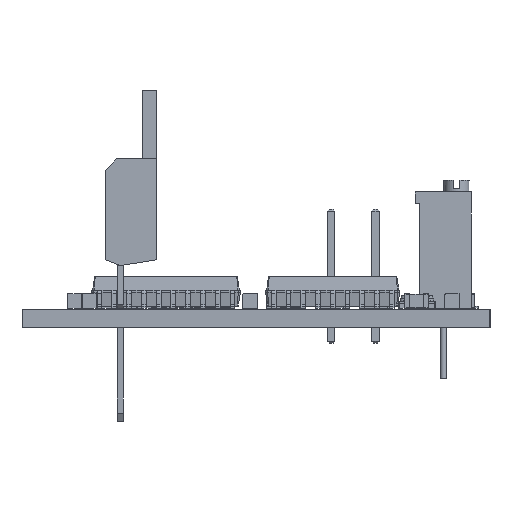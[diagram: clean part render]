
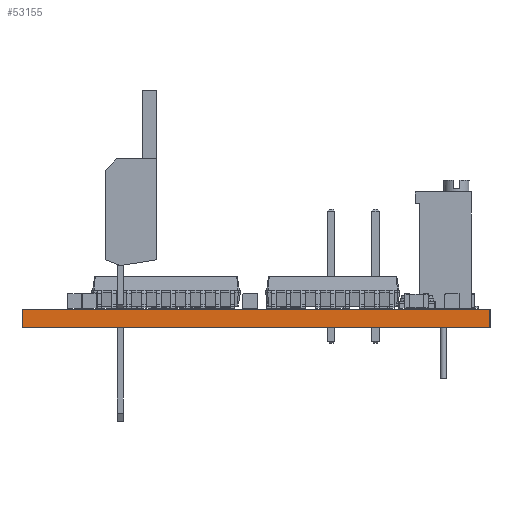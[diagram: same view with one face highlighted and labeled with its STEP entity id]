
A CAD part, left-side view. The second image highlights one B-rep face of the part: STEP entity #53155.
In plain terms, the highlighted planar face has unit normal (-1, 0, 0).
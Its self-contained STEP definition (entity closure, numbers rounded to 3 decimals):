
#53099 = VERTEX_POINT('',#53100);
#53100 = CARTESIAN_POINT('',(85.649,-106.248,1.6));
#53106 = EDGE_CURVE('',#53107,#53099,#53109,.T.);
#53107 = VERTEX_POINT('',#53108);
#53108 = CARTESIAN_POINT('',(85.649,-106.248,0.));
#53109 = LINE('',#53110,#53111);
#53110 = CARTESIAN_POINT('',(85.649,-106.248,0.));
#53111 = VECTOR('',#53112,1.);
#53112 = DIRECTION('',(0.,0.,1.));
#53155 = ADVANCED_FACE('',(#53156),#53181,.T.);
#53156 = FACE_BOUND('',#53157,.T.);
#53157 = EDGE_LOOP('',(#53158,#53159,#53167,#53175));
#53158 = ORIENTED_EDGE('',*,*,#53106,.T.);
#53159 = ORIENTED_EDGE('',*,*,#53160,.T.);
#53160 = EDGE_CURVE('',#53099,#53161,#53163,.T.);
#53161 = VERTEX_POINT('',#53162);
#53162 = CARTESIAN_POINT('',(85.649,-65.964,1.6));
#53163 = LINE('',#53164,#53165);
#53164 = CARTESIAN_POINT('',(85.649,-106.248,1.6));
#53165 = VECTOR('',#53166,1.);
#53166 = DIRECTION('',(0.,1.,0.));
#53167 = ORIENTED_EDGE('',*,*,#53168,.F.);
#53168 = EDGE_CURVE('',#53169,#53161,#53171,.T.);
#53169 = VERTEX_POINT('',#53170);
#53170 = CARTESIAN_POINT('',(85.649,-65.964,0.));
#53171 = LINE('',#53172,#53173);
#53172 = CARTESIAN_POINT('',(85.649,-65.964,0.));
#53173 = VECTOR('',#53174,1.);
#53174 = DIRECTION('',(0.,0.,1.));
#53175 = ORIENTED_EDGE('',*,*,#53176,.F.);
#53176 = EDGE_CURVE('',#53107,#53169,#53177,.T.);
#53177 = LINE('',#53178,#53179);
#53178 = CARTESIAN_POINT('',(85.649,-106.248,0.));
#53179 = VECTOR('',#53180,1.);
#53180 = DIRECTION('',(0.,1.,0.));
#53181 = PLANE('',#53182);
#53182 = AXIS2_PLACEMENT_3D('',#53183,#53184,#53185);
#53183 = CARTESIAN_POINT('',(85.649,-106.248,0.));
#53184 = DIRECTION('',(-1.,0.,0.));
#53185 = DIRECTION('',(0.,1.,0.));
